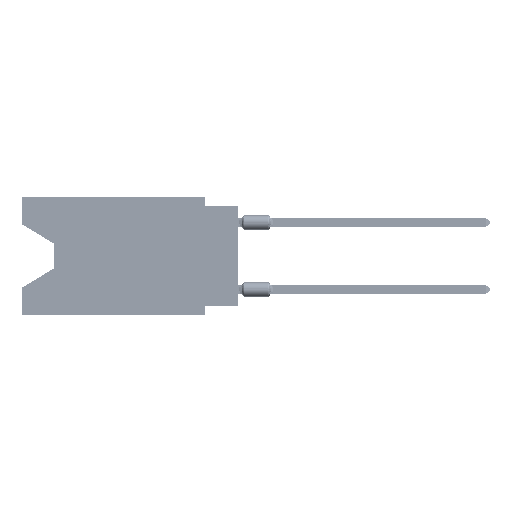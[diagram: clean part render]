
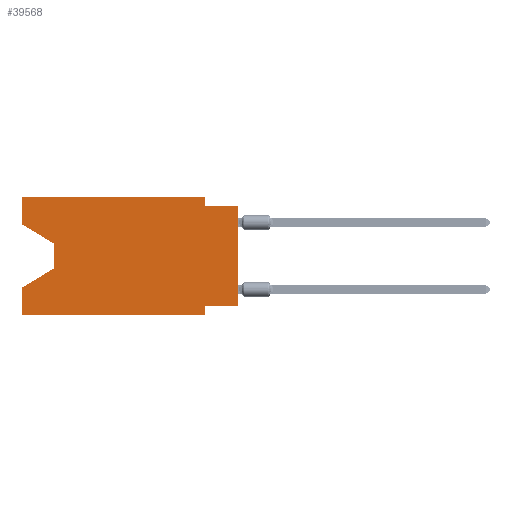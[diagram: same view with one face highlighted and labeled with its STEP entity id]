
A CAD part, left-side view. The second image highlights one B-rep face of the part: STEP entity #39568.
In plain terms, the highlighted planar face has unit normal (-1, 0, 0).
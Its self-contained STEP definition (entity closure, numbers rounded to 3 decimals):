
#44 = CARTESIAN_POINT ( 'NONE',  ( 0., 13.97, -5.385 ) ) ;
#1719 = VERTEX_POINT ( 'NONE', #50414 ) ;
#2832 = CARTESIAN_POINT ( 'NONE',  ( 0., 16.383, -6.852 ) ) ;
#3555 = LINE ( 'NONE', #45520, #29062 ) ;
#3955 = DIRECTION ( 'NONE',  ( 0., 0., 1. ) ) ;
#4086 = VERTEX_POINT ( 'NONE', #30087 ) ;
#4230 = VERTEX_POINT ( 'NONE', #42655 ) ;
#4329 = CARTESIAN_POINT ( 'NONE',  ( 0., 16.383, -8.89 ) ) ;
#4713 = ORIENTED_EDGE ( 'NONE', *, *, #25589, .F. ) ;
#4798 = CARTESIAN_POINT ( 'NONE',  ( 0., 0., -0.635 ) ) ;
#5126 = LINE ( 'NONE', #26452, #57827 ) ;
#5274 = VERTEX_POINT ( 'NONE', #42828 ) ;
#5638 = LINE ( 'NONE', #10895, #49488 ) ;
#5722 = CARTESIAN_POINT ( 'NONE',  ( 0., 2.54, 0. ) ) ;
#5750 = VECTOR ( 'NONE', #55440, 1000. ) ;
#5997 = CARTESIAN_POINT ( 'NONE',  ( 0., 2.54, 0. ) ) ;
#6773 = ORIENTED_EDGE ( 'NONE', *, *, #17569, .F. ) ;
#9203 = LINE ( 'NONE', #40334, #22246 ) ;
#9423 = PLANE ( 'NONE',  #39303 ) ;
#10895 = CARTESIAN_POINT ( 'NONE',  ( 0., 16.383, 0. ) ) ;
#11037 = VERTEX_POINT ( 'NONE', #2832 ) ;
#11382 = EDGE_CURVE ( 'NONE', #66022, #43507, #14536, .T. ) ;
#12280 = CARTESIAN_POINT ( 'NONE',  ( 0., 13.97, -5.385 ) ) ;
#13513 = EDGE_CURVE ( 'NONE', #66022, #4086, #3555, .T. ) ;
#14382 = DIRECTION ( 'NONE',  ( 0., 1., 0. ) ) ;
#14536 = LINE ( 'NONE', #34490, #32169 ) ;
#14810 = EDGE_CURVE ( 'NONE', #20457, #4230, #66308, .T. ) ;
#15678 = CARTESIAN_POINT ( 'NONE',  ( 0., 0., -8.255 ) ) ;
#15976 = DIRECTION ( 'NONE',  ( 0., -1., 0. ) ) ;
#16039 = LINE ( 'NONE', #68211, #25170 ) ;
#16304 = EDGE_CURVE ( 'NONE', #4086, #1719, #27056, .T. ) ;
#16316 = LINE ( 'NONE', #4798, #17157 ) ;
#16883 = ORIENTED_EDGE ( 'NONE', *, *, #16304, .F. ) ;
#17157 = VECTOR ( 'NONE', #15976, 1000. ) ;
#17320 = ORIENTED_EDGE ( 'NONE', *, *, #11382, .T. ) ;
#17569 = EDGE_CURVE ( 'NONE', #65650, #43507, #16316, .T. ) ;
#18649 = ORIENTED_EDGE ( 'NONE', *, *, #35927, .T. ) ;
#18680 = VECTOR ( 'NONE', #41776, 1000. ) ;
#18755 = VECTOR ( 'NONE', #59257, 1000. ) ;
#19211 = CARTESIAN_POINT ( 'NONE',  ( 0., 16.383, 0. ) ) ;
#19437 = EDGE_LOOP ( 'NONE', ( #48098, #23613, #22522, #4713, #18649, #16883, #32450, #17320, #6773, #38622, #59812, #35694 ) ) ;
#20457 = VERTEX_POINT ( 'NONE', #36953 ) ;
#20786 = CARTESIAN_POINT ( 'NONE',  ( 0., 16.383, -2.038 ) ) ;
#22016 = EDGE_CURVE ( 'NONE', #20457, #5274, #68757, .T. ) ;
#22246 = VECTOR ( 'NONE', #3955, 1000. ) ;
#22522 = ORIENTED_EDGE ( 'NONE', *, *, #40580, .T. ) ;
#23613 = ORIENTED_EDGE ( 'NONE', *, *, #43768, .T. ) ;
#25036 = DIRECTION ( 'NONE',  ( 0., 0., 1. ) ) ;
#25170 = VECTOR ( 'NONE', #47165, 1000. ) ;
#25589 = EDGE_CURVE ( 'NONE', #60309, #11037, #9203, .T. ) ;
#26452 = CARTESIAN_POINT ( 'NONE',  ( 0., 16.383, -8.89 ) ) ;
#27056 = LINE ( 'NONE', #27402, #39375 ) ;
#27144 = DIRECTION ( 'NONE',  ( 0., -1., 0. ) ) ;
#27402 = CARTESIAN_POINT ( 'NONE',  ( 0., 2.54, -8.89 ) ) ;
#29062 = VECTOR ( 'NONE', #14382, 1000. ) ;
#29384 = LINE ( 'NONE', #12280, #51705 ) ;
#30087 = CARTESIAN_POINT ( 'NONE',  ( 0., 2.54, -8.255 ) ) ;
#32169 = VECTOR ( 'NONE', #25036, 1000. ) ;
#32450 = ORIENTED_EDGE ( 'NONE', *, *, #13513, .F. ) ;
#34071 = CARTESIAN_POINT ( 'NONE',  ( 0., 16.383, 0. ) ) ;
#34490 = CARTESIAN_POINT ( 'NONE',  ( 0., 0., 0. ) ) ;
#35694 = ORIENTED_EDGE ( 'NONE', *, *, #14810, .F. ) ;
#35927 = EDGE_CURVE ( 'NONE', #60309, #1719, #5126, .T. ) ;
#36864 = VERTEX_POINT ( 'NONE', #5997 ) ;
#36953 = CARTESIAN_POINT ( 'NONE',  ( 0., 16.383, -2.038 ) ) ;
#37551 = DIRECTION ( 'NONE',  ( 0., 0., -1. ) ) ;
#38622 = ORIENTED_EDGE ( 'NONE', *, *, #44734, .F. ) ;
#39303 = AXIS2_PLACEMENT_3D ( 'NONE', #19211, #41233, #40545 ) ;
#39375 = VECTOR ( 'NONE', #37551, 1000. ) ;
#39568 = ADVANCED_FACE ( 'NONE', ( #55977 ), #9423, .F. ) ;
#40334 = CARTESIAN_POINT ( 'NONE',  ( 0., 16.383, 0. ) ) ;
#40545 = DIRECTION ( 'NONE',  ( 0., 0., -1. ) ) ;
#40580 = EDGE_CURVE ( 'NONE', #53514, #11037, #29384, .T. ) ;
#41233 = DIRECTION ( 'NONE',  ( 1., 0., 0. ) ) ;
#41776 = DIRECTION ( 'NONE',  ( 0., -0.855, -0.519 ) ) ;
#42655 = CARTESIAN_POINT ( 'NONE',  ( 0., 16.383, 0. ) ) ;
#42828 = CARTESIAN_POINT ( 'NONE',  ( 0., 13.97, -3.505 ) ) ;
#43131 = LINE ( 'NONE', #5722, #18755 ) ;
#43507 = VERTEX_POINT ( 'NONE', #44072 ) ;
#43768 = EDGE_CURVE ( 'NONE', #5274, #53514, #16039, .T. ) ;
#44072 = CARTESIAN_POINT ( 'NONE',  ( 0., 0., -0.635 ) ) ;
#44734 = EDGE_CURVE ( 'NONE', #36864, #65650, #43131, .T. ) ;
#45520 = CARTESIAN_POINT ( 'NONE',  ( 0., 0., -8.255 ) ) ;
#47165 = DIRECTION ( 'NONE',  ( 0., 0., -1. ) ) ;
#48098 = ORIENTED_EDGE ( 'NONE', *, *, #22016, .T. ) ;
#49488 = VECTOR ( 'NONE', #65463, 1000. ) ;
#50414 = CARTESIAN_POINT ( 'NONE',  ( 0., 2.54, -8.89 ) ) ;
#51705 = VECTOR ( 'NONE', #65126, 1000. ) ;
#53514 = VERTEX_POINT ( 'NONE', #44 ) ;
#55440 = DIRECTION ( 'NONE',  ( 0., 0., 1. ) ) ;
#55977 = FACE_OUTER_BOUND ( 'NONE', #19437, .T. ) ;
#57669 = EDGE_CURVE ( 'NONE', #4230, #36864, #5638, .T. ) ;
#57827 = VECTOR ( 'NONE', #27144, 1000. ) ;
#59257 = DIRECTION ( 'NONE',  ( 0., 0., -1. ) ) ;
#59812 = ORIENTED_EDGE ( 'NONE', *, *, #57669, .F. ) ;
#60309 = VERTEX_POINT ( 'NONE', #4329 ) ;
#60982 = CARTESIAN_POINT ( 'NONE',  ( 0., 2.54, -0.635 ) ) ;
#65126 = DIRECTION ( 'NONE',  ( 0., 0.855, -0.519 ) ) ;
#65463 = DIRECTION ( 'NONE',  ( 0., -1., 0. ) ) ;
#65650 = VERTEX_POINT ( 'NONE', #60982 ) ;
#66022 = VERTEX_POINT ( 'NONE', #15678 ) ;
#66308 = LINE ( 'NONE', #34071, #5750 ) ;
#68211 = CARTESIAN_POINT ( 'NONE',  ( 0., 13.97, -3.505 ) ) ;
#68757 = LINE ( 'NONE', #20786, #18680 ) ;
